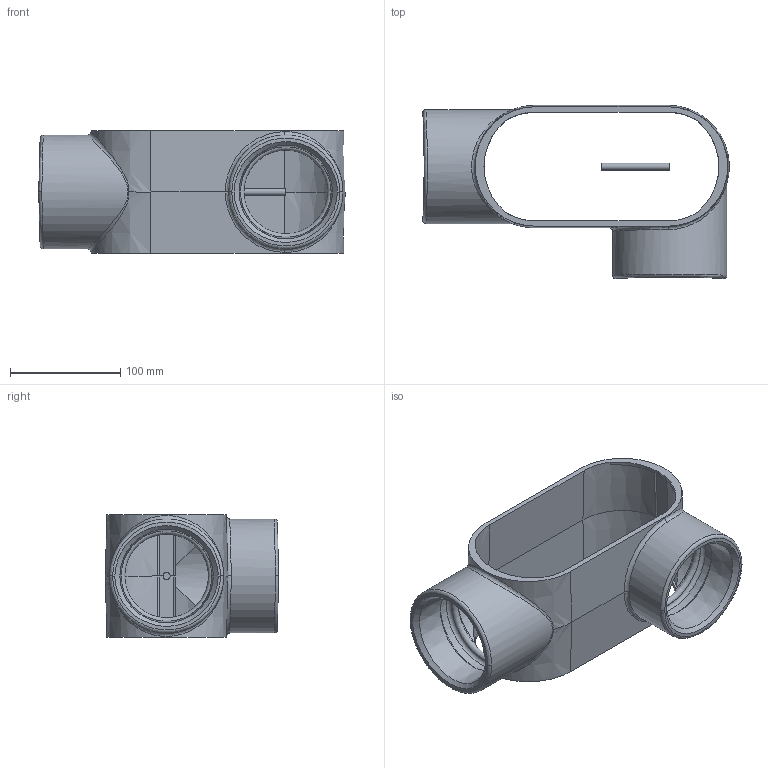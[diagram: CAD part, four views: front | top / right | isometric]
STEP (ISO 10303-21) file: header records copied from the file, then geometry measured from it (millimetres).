
FILE_DESCRIPTION(/* description */ (''),/* implementation_level */ '2;1');
FILE_NAME(/* name */ 'KIL_L87.stp',/* time_stamp */ '2019-02-20T22:40:23+05:00',/* author */ ('avenkatesan'),/* organization */ (''),/* preprocessor_version */ 'ST-DEVELOPER v17',/* originating_system */ 'Autodesk Inventor 2018',/* authorisation */ '');
FILE_SCHEMA (('AUTOMOTIVE_DESIGN { 1 0 10303 214 3 1 1 }'));
Length unit declared in the file: inch
Products named in the file (1): 17729
Bounding box: 277.56 x 156.98 x 111.12 mm (x, y, z)
Volume: 515822.1 mm3; surface area: 180777.1 mm2
Topology: 2 solids, 2 shells, 89 faces, 243 edges, 158 vertices
Faces by surface type: plane 35, cone 22, cylinder 16, bspline 10, torus 6
Full cylindrical faces by diameter (mm): 6.35 x1, 89.179 x2, 103.175 x2
Entity records: 6469 total; most frequent: CARTESIAN_POINT 4107, DIRECTION 492, ORIENTED_EDGE 486, EDGE_CURVE 243, AXIS2_PLACEMENT_3D 208, VERTEX_POINT 158, EDGE_LOOP 95, FACE_OUTER_BOUND 89
